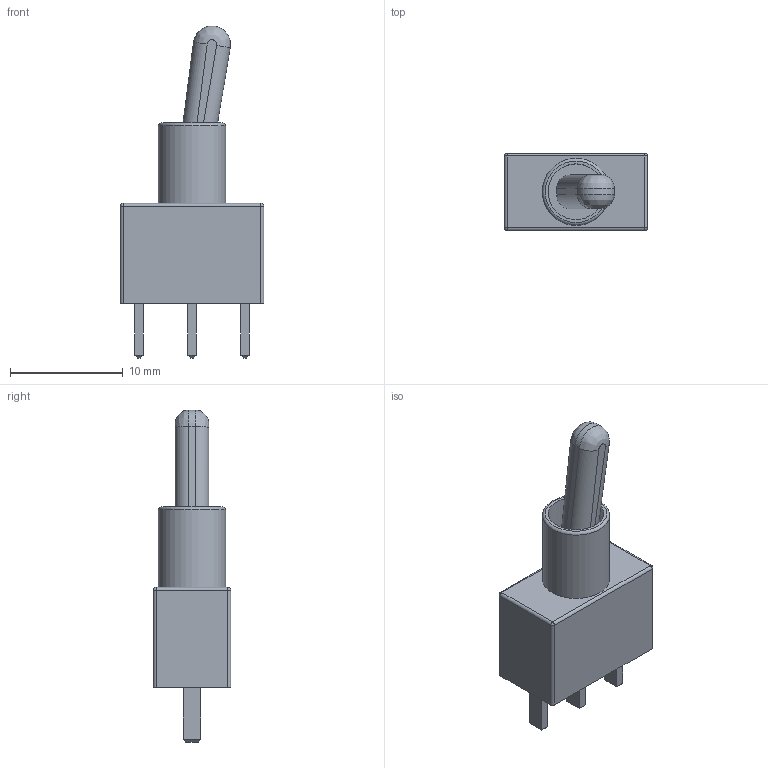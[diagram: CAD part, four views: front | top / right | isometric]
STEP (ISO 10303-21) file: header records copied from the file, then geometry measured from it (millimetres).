
FILE_DESCRIPTION(/* description */ ('','CAx-IF Rec.Pracs.---Representation and Presentation of Product Manufacturing Information (PMI)---4.0---2014-10-13'),/* implementation_level */ '2;1');
FILE_NAME(/* name */ 'SW-Gemini-A.step',/* time_stamp */ '2025-01-20T01:16:40-06:00',/* author */ (''),/* organization */ (''),/* preprocessor_version */ 'ST-DEVELOPER v20',/* originating_system */ 'Autodesk Translation Framework v13.20.0.188',/* authorisation */ '');
FILE_SCHEMA (('AP242_MANAGED_MODEL_BASED_3D_ENGINEERING_MIM_LF { 1 0 10303 442 1 1 4 }'));
Length unit declared in the file: millimetre
Products named in the file (1): SW-Gemeni-A
Bounding box: 12.7 x 6.86 x 29.39 mm (x, y, z)
Volume: 971.3 mm3; surface area: 1010.6 mm2
Topology: 6 solids, 6 shells, 65 faces, 130 edges, 77 vertices
Faces by surface type: plane 43, cylinder 15, sphere 4, bspline 2, torus 1
Full cylindrical faces by diameter (mm): 4.944 x1, 5.944 x1
Entity records: 1731 total; most frequent: CARTESIAN_POINT 313, DIRECTION 292, ORIENTED_EDGE 260, EDGE_CURVE 130, AXIS2_PLACEMENT_3D 98, LINE 96, VECTOR 96, VERTEX_POINT 77
